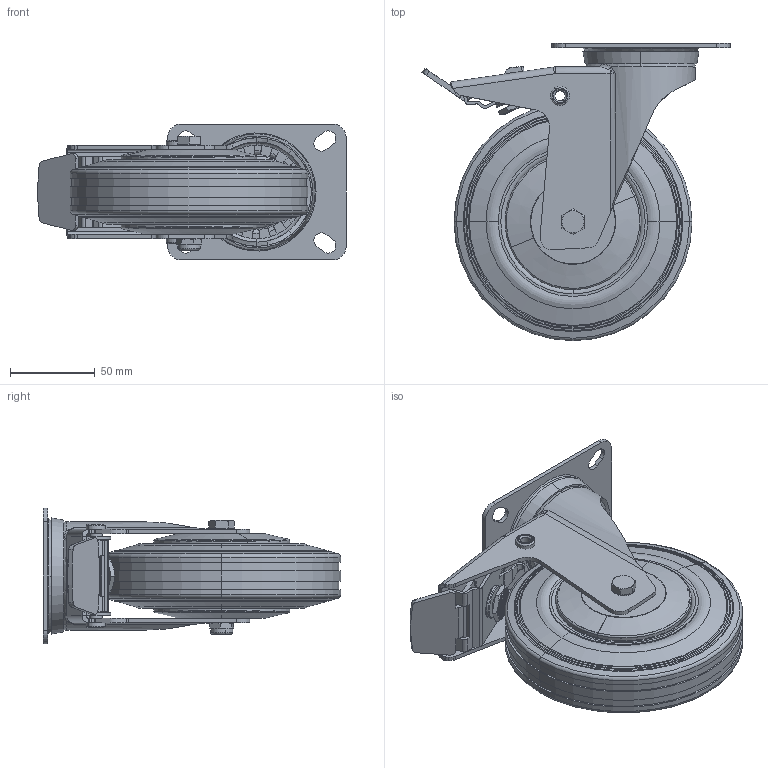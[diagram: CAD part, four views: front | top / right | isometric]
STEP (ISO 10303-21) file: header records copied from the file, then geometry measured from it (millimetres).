
FILE_DESCRIPTION (( 'STEP AP203' ), '1' );
FILE_NAME ('L420.B55.140.step', '2016-11-12T14:13:01', ( 'CAD' ), ( '' ), 'SwSTEP 2.0', 'SolidWorks 2012', '' );
FILE_SCHEMA (( 'CONFIG_CONTROL_DESIGN' ));
Length unit declared in the file: millimetre
Products named in the file (1): L420.B55.140
Bounding box: 181.47 x 175.01 x 80 mm (x, y, z)
Volume: 505002.6 mm3; surface area: 223381 mm2
Topology: 54 solids, 54 shells, 1267 faces, 3209 edges, 1959 vertices
Faces by surface type: plane 443, cylinder 329, bspline 290, cone 117, torus 88
Entity records: 46011 total; most frequent: CARTESIAN_POINT 16845, ORIENTED_EDGE 6194, DIRECTION 6097, EDGE_CURVE 3097, AXIS2_PLACEMENT_3D 2443, VERTEX_POINT 1959, CIRCLE 1465, EDGE_LOOP 1394
